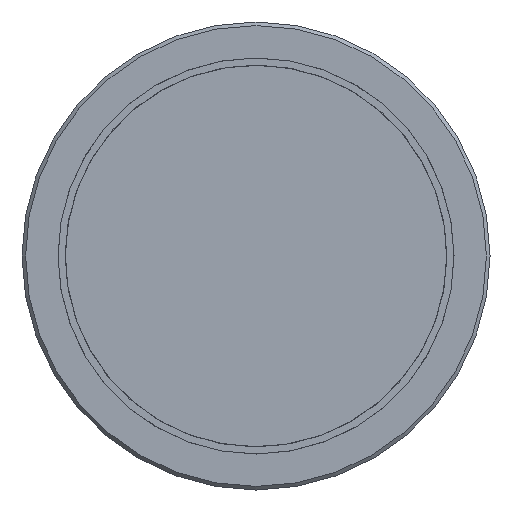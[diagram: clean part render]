
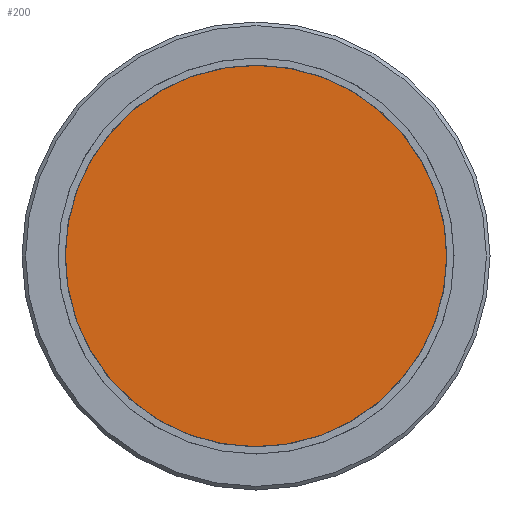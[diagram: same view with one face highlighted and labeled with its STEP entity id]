
A CAD part, front view. The second image highlights one B-rep face of the part: STEP entity #200.
In plain terms, the highlighted face is planar.
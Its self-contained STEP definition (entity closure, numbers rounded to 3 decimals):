
#45=PLANE('',#297);
#62=FACE_OUTER_BOUND('',#77,.T.);
#77=EDGE_LOOP('',(#176));
#106=CIRCLE('',#294,5.3);
#120=VERTEX_POINT('',#418);
#138=EDGE_CURVE('',#120,#120,#106,.T.);
#176=ORIENTED_EDGE('',*,*,#138,.T.);
#200=ADVANCED_FACE('',(#62),#45,.T.);
#294=AXIS2_PLACEMENT_3D('',#419,#352,#353);
#297=AXIS2_PLACEMENT_3D('',#424,#359,#360);
#352=DIRECTION('center_axis',(0.,0.,1.));
#353=DIRECTION('ref_axis',(-1.,0.,0.));
#359=DIRECTION('center_axis',(0.,0.,1.));
#360=DIRECTION('ref_axis',(1.,0.,0.));
#418=CARTESIAN_POINT('',(5.3,0.,3.7));
#419=CARTESIAN_POINT('Origin',(0.,0.,3.7));
#424=CARTESIAN_POINT('Origin',(0.,0.,3.7));
